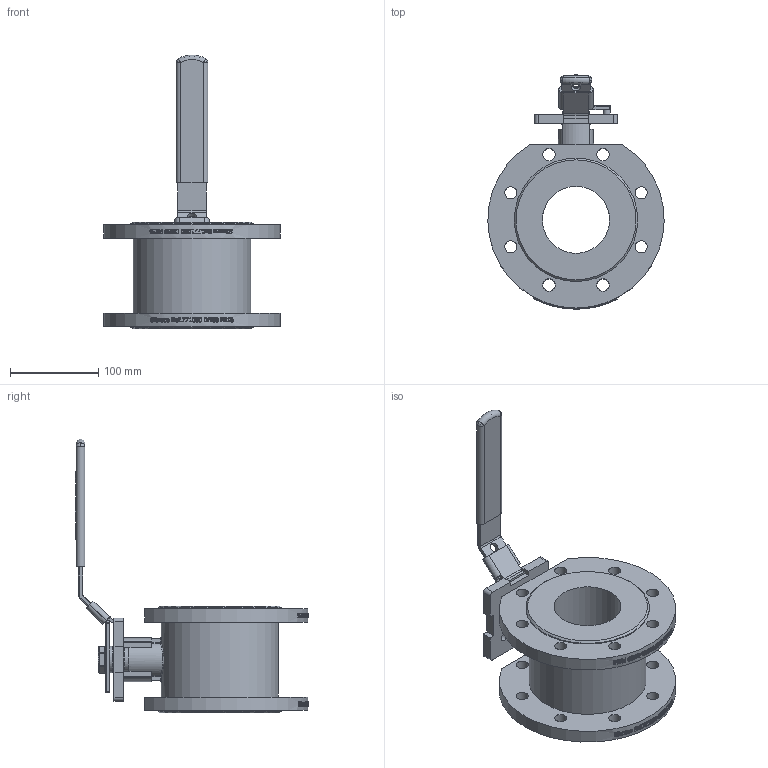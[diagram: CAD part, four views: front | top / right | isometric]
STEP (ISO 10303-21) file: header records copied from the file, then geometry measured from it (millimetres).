
FILE_DESCRIPTION(/* description */ ('771080'),/* implementation_level */ '2;1');
FILE_NAME(/* name */ '771080.stp',/* time_stamp */ '2017-08-24T15:27:25+02:00',/* author */ ('jmorand'),/* organization */ ('Sferaco'),/* preprocessor_version */ 'ST-DEVELOPER v16.5',/* originating_system */ 'Autodesk Inventor 2017',/* authorisation */ '');
FILE_SCHEMA (('CONFIG_CONTROL_DESIGN'));
Products named in the file (1): 771080_bd
Bounding box: 199.96 x 265 x 310.48 mm (x, y, z)
Volume: 1834806.7 mm3; surface area: 238181 mm2
Topology: 1 solids, 18 shells, 1614 faces, 4256 edges, 2789 vertices
Faces by surface type: bspline 710, plane 653, cylinder 225, sphere 12, torus 10, cone 4
Full cylindrical faces by diameter (mm): 4.917 x1, 8 x1, 9 x4, 10 x1, 13.835 x16, 20 x1, 20.5 x1, 27 x2, 30 x1, 34 x1, 38 x2, 41.5 x1, 76 x1, 133 x1, 140 x2
Entity records: 65505 total; most frequent: CARTESIAN_POINT 28069, ORIENTED_EDGE 8414, DIRECTION 5437, EDGE_CURVE 4203, VERTEX_POINT 2774, LINE 2205, VECTOR 2205, EDGE_LOOP 1838
